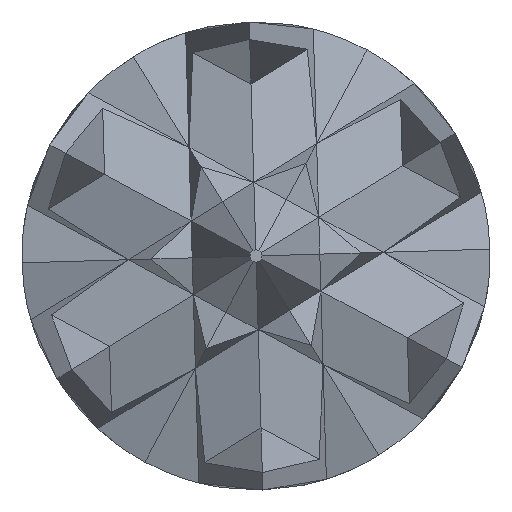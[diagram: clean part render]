
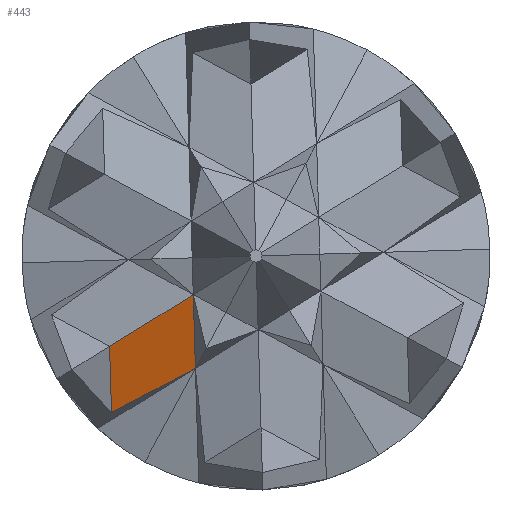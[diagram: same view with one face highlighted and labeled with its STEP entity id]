
A CAD part, left-side view. The second image highlights one B-rep face of the part: STEP entity #443.
In plain terms, the highlighted planar face has unit normal (-0.956, -0.009, -0.292).
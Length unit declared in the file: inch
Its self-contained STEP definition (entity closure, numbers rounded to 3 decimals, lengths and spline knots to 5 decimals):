
#10 = VERTEX_POINT ( 'NONE', #955 ) ;
#242 = CARTESIAN_POINT ( 'NONE',  ( -0.45638, 0.00874, 0.04265 ) ) ;
#296 = ORIENTED_EDGE ( 'NONE', *, *, #745, .T. ) ;
#337 = CARTESIAN_POINT ( 'NONE',  ( -0.44195, 0.00737, -0.00455 ) ) ;
#376 = ORIENTED_EDGE ( 'NONE', *, *, #1359, .F. ) ;
#402 = CARTESIAN_POINT ( 'NONE',  ( -0.44018, 0.0172, -0.01061 ) ) ;
#443 = ADVANCED_FACE ( 'NONE', ( #4569 ), #3897, .F. ) ;
#456 = EDGE_CURVE ( 'NONE', #1942, #10, #2148, .T. ) ;
#745 = EDGE_CURVE ( 'NONE', #1588, #1942, #2370, .T. ) ;
#955 = CARTESIAN_POINT ( 'NONE',  ( -0.4378, 0.01697, -0.01837 ) ) ;
#1048 = DIRECTION ( 'NONE',  ( 0.151, 0.841, -0.519 ) ) ;
#1290 = VECTOR ( 'NONE', #3331, 39.37008 ) ;
#1355 = VECTOR ( 'NONE', #1048, 39.37008 ) ;
#1359 = EDGE_CURVE ( 'NONE', #1588, #3419, #1545, .T. ) ;
#1469 = DIRECTION ( 'NONE',  ( 0.292, -0.028, -0.956 ) ) ;
#1472 = EDGE_LOOP ( 'NONE', ( #376, #296, #3205, #1593 ) ) ;
#1545 = LINE ( 'NONE', #242, #2572 ) ;
#1588 = VERTEX_POINT ( 'NONE', #337 ) ;
#1593 = ORIENTED_EDGE ( 'NONE', *, *, #4174, .T. ) ;
#1887 = CARTESIAN_POINT ( 'NONE',  ( -0.4393, 0.00712, -0.0132 ) ) ;
#1942 = VERTEX_POINT ( 'NONE', #402 ) ;
#2148 = LINE ( 'NONE', #3269, #4103 ) ;
#2370 = LINE ( 'NONE', #4887, #1355 ) ;
#2572 = VECTOR ( 'NONE', #1469, 39.37008 ) ;
#2587 = CARTESIAN_POINT ( 'NONE',  ( -0.44283, -0.0162, -0.00097 ) ) ;
#3205 = ORIENTED_EDGE ( 'NONE', *, *, #456, .T. ) ;
#3206 = DIRECTION ( 'NONE',  ( 0.292, -0.028, -0.956 ) ) ;
#3221 = DIRECTION ( 'NONE',  ( -0.292, 0.028, 0.956 ) ) ;
#3269 = CARTESIAN_POINT ( 'NONE',  ( -0.45638, 0.01874, 0.04236 ) ) ;
#3331 = DIRECTION ( 'NONE',  ( -0.133, -0.878, 0.461 ) ) ;
#3419 = VERTEX_POINT ( 'NONE', #1887 ) ;
#3498 = DIRECTION ( 'NONE',  ( 0.956, 0.008, 0.292 ) ) ;
#3517 = CARTESIAN_POINT ( 'NONE',  ( -0.45638, 0.00874, 0.04265 ) ) ;
#3801 = AXIS2_PLACEMENT_3D ( 'NONE', #3517, #3498, #3221 ) ;
#3897 = PLANE ( 'NONE',  #3801 ) ;
#4103 = VECTOR ( 'NONE', #3206, 39.37008 ) ;
#4174 = EDGE_CURVE ( 'NONE', #10, #3419, #4383, .T. ) ;
#4383 = LINE ( 'NONE', #2587, #1290 ) ;
#4569 = FACE_OUTER_BOUND ( 'NONE', #1472, .T. ) ;
#4887 = CARTESIAN_POINT ( 'NONE',  ( -0.4458, -0.0141, 0.0087 ) ) ;
